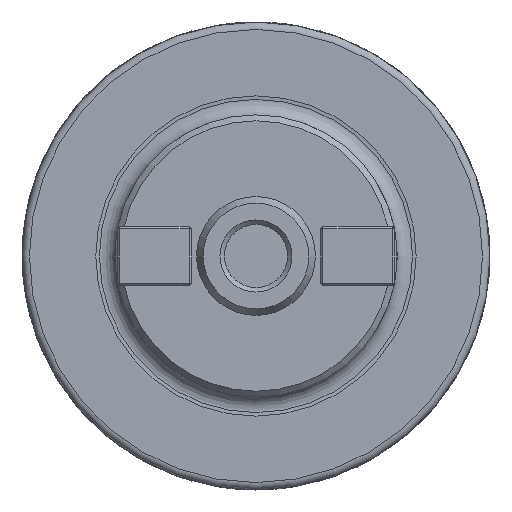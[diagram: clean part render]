
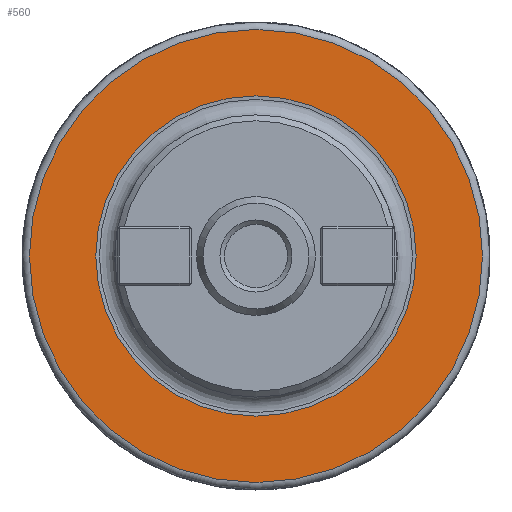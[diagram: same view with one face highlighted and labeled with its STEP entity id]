
A CAD part, left-side view. The second image highlights one B-rep face of the part: STEP entity #560.
In plain terms, the highlighted planar face has unit normal (-1, 0, 0).
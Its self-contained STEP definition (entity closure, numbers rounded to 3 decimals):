
#112=PLANE('',#2181);
#467=FACE_BOUND('',#817,.T.);
#468=FACE_BOUND('',#818,.T.);
#560=ADVANCED_FACE('',(#467,#468),#112,.F.);
#817=EDGE_LOOP('',(#1313));
#818=EDGE_LOOP('',(#1314));
#1313=ORIENTED_EDGE('',*,*,#1897,.T.);
#1314=ORIENTED_EDGE('',*,*,#1898,.F.);
#1655=VERTEX_POINT('',#3658);
#1656=VERTEX_POINT('',#3661);
#1897=EDGE_CURVE('',#1655,#1655,#2029,.T.);
#1898=EDGE_CURVE('',#1656,#1656,#2030,.T.);
#2029=CIRCLE('',#2178,30.495);
#2030=CIRCLE('',#2180,21.559);
#2178=AXIS2_PLACEMENT_3D('',#3657,#2593,#2594);
#2180=AXIS2_PLACEMENT_3D('',#3660,#2597,#2598);
#2181=AXIS2_PLACEMENT_3D('',#3662,#2599,#2600);
#2593=DIRECTION('',(-1.,0.,0.));
#2594=DIRECTION('',(0.,0.,-1.));
#2597=DIRECTION('',(-1.,0.,0.));
#2598=DIRECTION('',(0.,0.,-1.));
#2599=DIRECTION('',(1.,0.,0.));
#2600=DIRECTION('',(0.,0.,-1.));
#3657=CARTESIAN_POINT('',(45.,0.,0.));
#3658=CARTESIAN_POINT('',(45.,0.,-30.495));
#3660=CARTESIAN_POINT('',(45.,0.,0.));
#3661=CARTESIAN_POINT('',(45.,0.,-21.559));
#3662=CARTESIAN_POINT('',(45.,21.559,0.));
